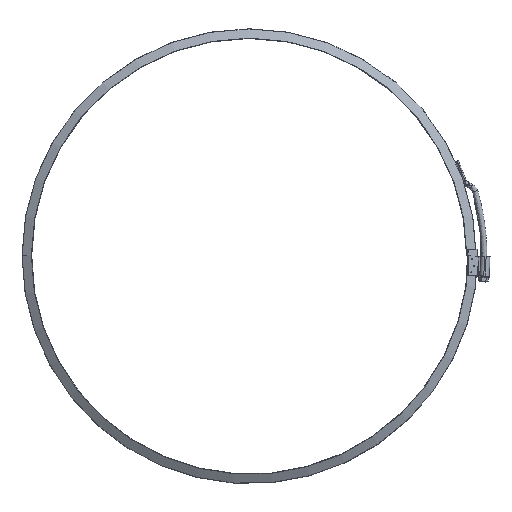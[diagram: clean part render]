
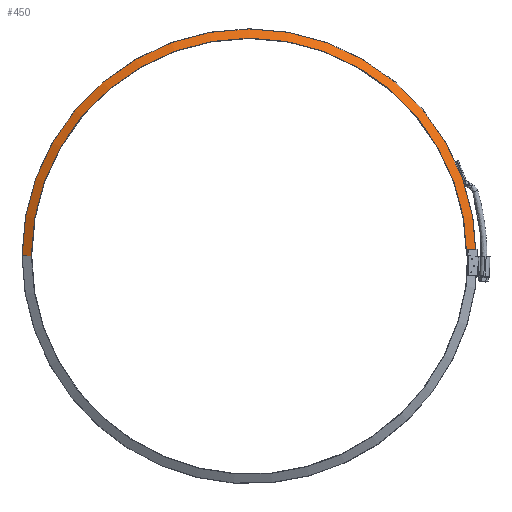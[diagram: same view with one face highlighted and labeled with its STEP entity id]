
A CAD part, top view. The second image highlights one B-rep face of the part: STEP entity #450.
In plain terms, the highlighted conical face has half-angle 60 degrees and reference radius 337 mm.
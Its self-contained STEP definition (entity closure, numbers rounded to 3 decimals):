
#117=CONICAL_SURFACE('',#2767,337.,60.);
#306=FACE_OUTER_BOUND('',#957,.T.);
#450=ADVANCED_FACE('',(#306),#117,.T.);
#613=LINE('',#4824,#727);
#624=LINE('',#4881,#738);
#727=VECTOR('',#3139,1.);
#738=VECTOR('',#3208,1.);
#957=EDGE_LOOP('',(#1358,#1359,#1360,#1361));
#1358=ORIENTED_EDGE('',*,*,#2194,.T.);
#1359=ORIENTED_EDGE('',*,*,#2195,.T.);
#1360=ORIENTED_EDGE('',*,*,#2192,.F.);
#1361=ORIENTED_EDGE('',*,*,#2166,.F.);
#1887=VERTEX_POINT('',#4819);
#1889=VERTEX_POINT('',#4825);
#1904=VERTEX_POINT('',#4876);
#1905=VERTEX_POINT('',#4880);
#2166=EDGE_CURVE('',#1887,#1889,#613,.T.);
#2192=EDGE_CURVE('',#1889,#1904,#2567,.T.);
#2194=EDGE_CURVE('',#1887,#1905,#2569,.T.);
#2195=EDGE_CURVE('',#1905,#1904,#624,.T.);
#2567=CIRCLE('',#2763,350.75);
#2569=CIRCLE('',#2766,337.);
#2763=AXIS2_PLACEMENT_3D('',#4875,#3200,#3201);
#2766=AXIS2_PLACEMENT_3D('',#4879,#3206,#3207);
#2767=AXIS2_PLACEMENT_3D('',#4882,#3209,#3210);
#3139=DIRECTION('',(-0.866,0.,-0.5));
#3200=DIRECTION('',(0.,0.,-1.));
#3201=DIRECTION('',(-1.,0.,0.));
#3206=DIRECTION('',(0.,0.,-1.));
#3207=DIRECTION('',(-1.,0.,0.));
#3208=DIRECTION('',(0.866,0.,-0.5));
#3209=DIRECTION('',(0.,0.,-1.));
#3210=DIRECTION('',(-1.,0.,0.));
#4819=CARTESIAN_POINT('',(-337.,0.,12.549));
#4824=CARTESIAN_POINT('',(-337.,0.,12.549));
#4825=CARTESIAN_POINT('',(-350.75,0.,4.61));
#4875=CARTESIAN_POINT('',(0.,0.,4.61));
#4876=CARTESIAN_POINT('',(350.75,0.,4.61));
#4879=CARTESIAN_POINT('',(0.,0.,12.549));
#4880=CARTESIAN_POINT('',(337.,0.,12.549));
#4881=CARTESIAN_POINT('',(337.,0.,12.549));
#4882=CARTESIAN_POINT('',(0.,0.,12.549));
